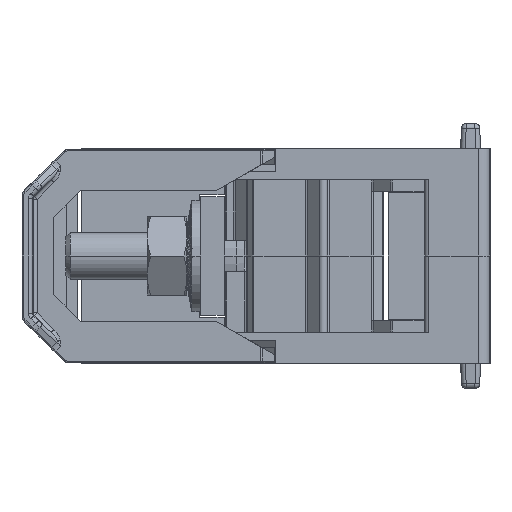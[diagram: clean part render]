
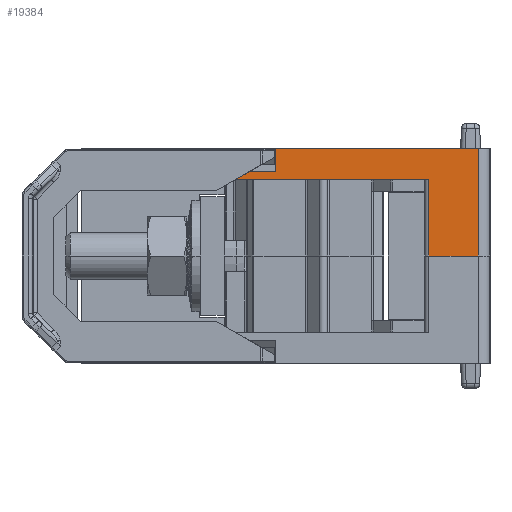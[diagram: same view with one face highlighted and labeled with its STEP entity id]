
A CAD part, left-side view. The second image highlights one B-rep face of the part: STEP entity #19384.
In plain terms, the highlighted planar face has unit normal (-1, 0, 0).
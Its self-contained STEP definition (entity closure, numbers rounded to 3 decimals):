
#19384=ADVANCED_FACE('',(#23167),#21512,.T.);
#21512=PLANE('',#62825);
#23167=FACE_OUTER_BOUND('',#25569,.T.);
#25569=EDGE_LOOP('',(#32760,#32761,#32762,#32763,#32764,#32765,#32766,#32767));
#32760=ORIENTED_EDGE('',*,*,#47554,.F.);
#32761=ORIENTED_EDGE('',*,*,#48582,.T.);
#32762=ORIENTED_EDGE('',*,*,#48069,.F.);
#32763=ORIENTED_EDGE('',*,*,#48583,.T.);
#32764=ORIENTED_EDGE('',*,*,#48584,.T.);
#32765=ORIENTED_EDGE('',*,*,#48585,.F.);
#32766=ORIENTED_EDGE('',*,*,#47745,.T.);
#32767=ORIENTED_EDGE('',*,*,#48581,.F.);
#42848=VERTEX_POINT('',#81481);
#42849=VERTEX_POINT('',#81483);
#43031=VERTEX_POINT('',#81918);
#43032=VERTEX_POINT('',#81920);
#43299=VERTEX_POINT('',#82761);
#43300=VERTEX_POINT('',#82763);
#43599=VERTEX_POINT('',#85397);
#43600=VERTEX_POINT('',#85399);
#47554=EDGE_CURVE('',#42848,#42849,#53930,.T.);
#47745=EDGE_CURVE('',#43032,#43031,#54061,.T.);
#48069=EDGE_CURVE('',#43299,#43300,#54287,.T.);
#48581=EDGE_CURVE('',#42849,#43031,#54615,.T.);
#48582=EDGE_CURVE('',#42848,#43300,#54616,.T.);
#48583=EDGE_CURVE('',#43299,#43599,#54617,.T.);
#48584=EDGE_CURVE('',#43599,#43600,#54618,.T.);
#48585=EDGE_CURVE('',#43032,#43600,#54619,.T.);
#53930=LINE('',#81482,#58192);
#54061=LINE('',#81919,#58323);
#54287=LINE('',#82762,#58549);
#54615=LINE('',#85393,#58877);
#54616=LINE('',#85395,#58878);
#54617=LINE('',#85396,#58879);
#54618=LINE('',#85398,#58880);
#54619=LINE('',#85400,#58881);
#58192=VECTOR('',#67677,1.);
#58323=VECTOR('',#67952,1.);
#58549=VECTOR('',#68460,1.);
#58877=VECTOR('',#69462,1.);
#58878=VECTOR('',#69465,1.);
#58879=VECTOR('',#69466,1.);
#58880=VECTOR('',#69467,1.);
#58881=VECTOR('',#69468,1.);
#62825=AXIS2_PLACEMENT_3D('',#85401,#69469,#69470);
#67677=DIRECTION('',(0.,1.,0.));
#67952=DIRECTION('',(0.,-1.,0.));
#68460=DIRECTION('',(0.,-1.,0.));
#69462=DIRECTION('',(0.,0.,1.));
#69465=DIRECTION('',(0.,0.,1.));
#69466=DIRECTION('',(0.,0.,-1.));
#69467=DIRECTION('',(0.,1.,0.));
#69468=DIRECTION('',(0.,0.,1.));
#69469=DIRECTION('',(-1.,0.,0.));
#69470=DIRECTION('',(0.,-1.,0.));
#81481=CARTESIAN_POINT('',(-53.75,-4.5,13.5));
#81482=CARTESIAN_POINT('',(-53.75,-4.5,13.5));
#81483=CARTESIAN_POINT('',(-53.75,1.7,13.5));
#81918=CARTESIAN_POINT('',(-53.75,1.7,23.1));
#81919=CARTESIAN_POINT('',(-53.75,33.881,23.1));
#81920=CARTESIAN_POINT('',(-53.75,33.881,23.1));
#82761=CARTESIAN_POINT('',(-53.75,21.,27.));
#82762=CARTESIAN_POINT('',(-53.75,21.,27.));
#82763=CARTESIAN_POINT('',(-53.75,-4.5,27.));
#85393=CARTESIAN_POINT('',(-53.75,1.7,13.5));
#85395=CARTESIAN_POINT('',(-53.75,-4.5,13.5));
#85396=CARTESIAN_POINT('',(-53.75,21.,27.));
#85397=CARTESIAN_POINT('',(-53.75,21.,24.09));
#85398=CARTESIAN_POINT('',(-53.75,21.,24.09));
#85399=CARTESIAN_POINT('',(-53.75,33.881,24.09));
#85400=CARTESIAN_POINT('',(-53.75,33.881,23.1));
#85401=CARTESIAN_POINT('',(-53.75,-4.5,13.5));
